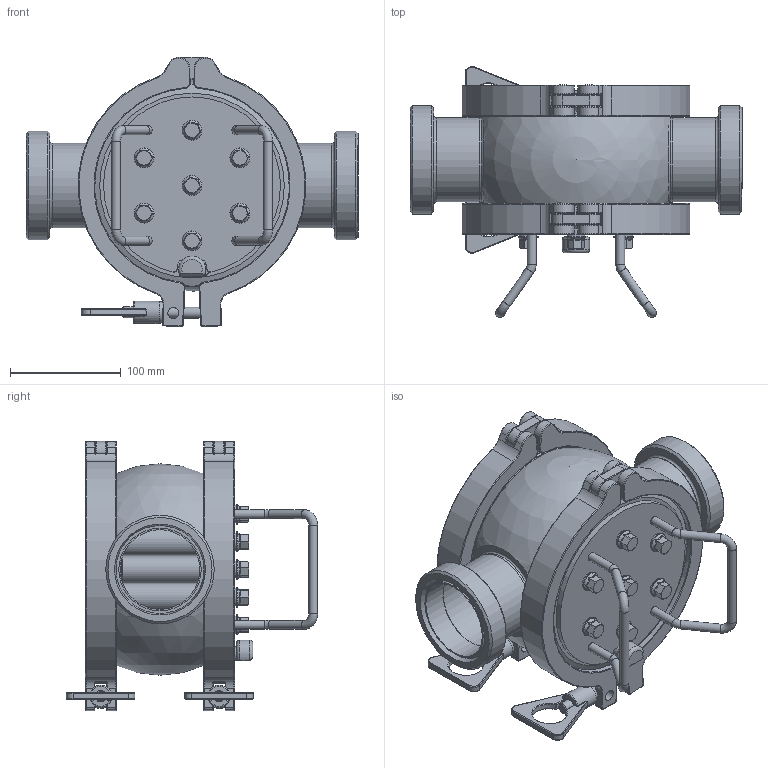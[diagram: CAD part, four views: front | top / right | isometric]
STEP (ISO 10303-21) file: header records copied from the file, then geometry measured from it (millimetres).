
FILE_DESCRIPTION(/* description */ (''),/* implementation_level */ '2;1');
FILE_NAME(/* name */ 'E0018082.stp',/* time_stamp */ '2024-02-20T15:42:29+01:00',/* author */ ('avd'),/* organization */ (''),/* preprocessor_version */ 'ST-DEVELOPER v18.1',/* originating_system */ 'Autodesk Inventor 2021',/* authorisation */ '');
FILE_SCHEMA (('CONFIG_CONTROL_DESIGN'));
Products named in the file (1): Part2
Bounding box: 300 x 226.97 x 243.3 mm (x, y, z)
Volume: 2296631.3 mm3; surface area: 592044.3 mm2
Topology: 5 solids, 15 shells, 1372 faces, 3180 edges, 1863 vertices
Faces by surface type: cylinder 457, plane 303, torus 259, bspline 206, cone 135, sphere 12
Full cylindrical faces by diameter (mm): 0.01 x8, 4.134 x1, 5 x1, 6.647 x7, 8 x17, 8.1 x4, 8.4 x7, 9 x7, 10 x16, 14 x1, 16 x7, 18 x7, 20 x2, 24 x7, 24.8 x7, 25 x7, 72 x2, 72.9 x2, 73.1 x2, 74.5 x2, 76 x2, 76.1 x2, 76.2 x2, 98 x2, 156.07 x2, 156.8 x2, 161.2 x2, 167 x1, 168 x2, 183 x2
Entity records: 47054 total; most frequent: CARTESIAN_POINT 15571, DIRECTION 6394, ORIENTED_EDGE 6234, EDGE_CURVE 3117, AXIS2_PLACEMENT_3D 2769, VERTEX_POINT 1863, CIRCLE 1562, EDGE_LOOP 1504
